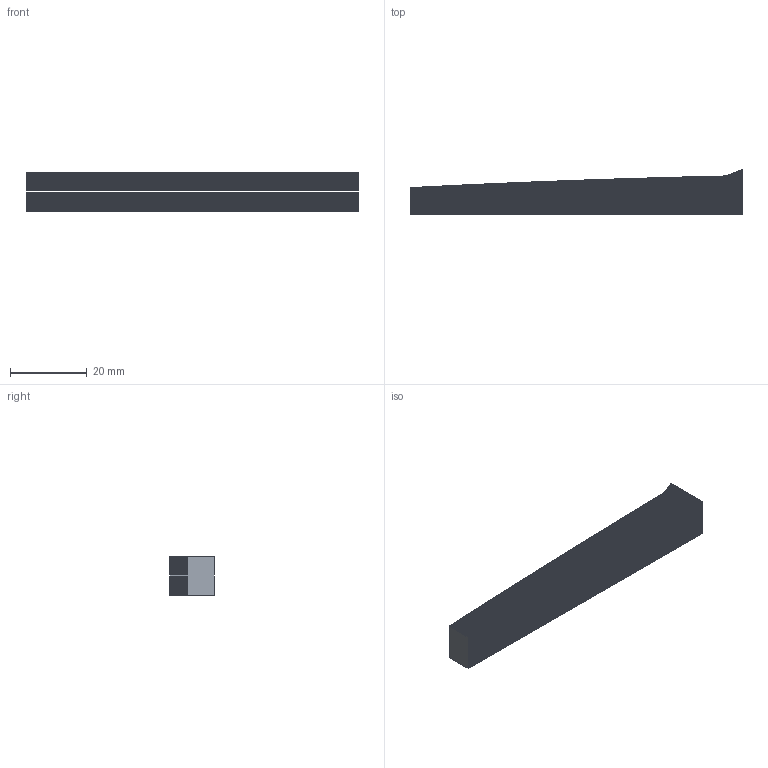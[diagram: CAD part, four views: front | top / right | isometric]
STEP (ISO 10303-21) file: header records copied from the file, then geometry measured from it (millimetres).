
FILE_DESCRIPTION (( 'STEP AP203' ), '1' );
FILE_NAME ('Òðàåêò. ñïóñêà 1 - 04 (èçì-å ðàäèóñà 1.0).STEP', '2021-12-20T06:53:02', ( 'Ïîëüçîâàòåëü' ), ( '' ), 'SwSTEP 2.0', 'SolidWorks 2018', '' );
FILE_SCHEMA (( 'CONFIG_CONTROL_DESIGN' ));
Length unit declared in the file: millimetre
Products named in the file (1): Òðàåêò. ñïóñêà 1 - 04 (èçì-å ðàäèóñà 1.0)
Bounding box: 86.5 x 11.64 x 10 mm (x, y, z)
Surface area: 76052.9 mm2 (no closed solid volume)
Topology: 0 solids, 866 shells, 866 faces, 3464 edges, 3464 vertices
Faces by surface type: plane 866
Entity records: 35590 total; most frequent: CARTESIAN_POINT 7795, DIRECTION 5198, EDGE_CURVE 3464, ORIENTED_EDGE 3464, VERTEX_POINT 3464, LINE 3464, VECTOR 3464, AXIS2_PLACEMENT_3D 867
